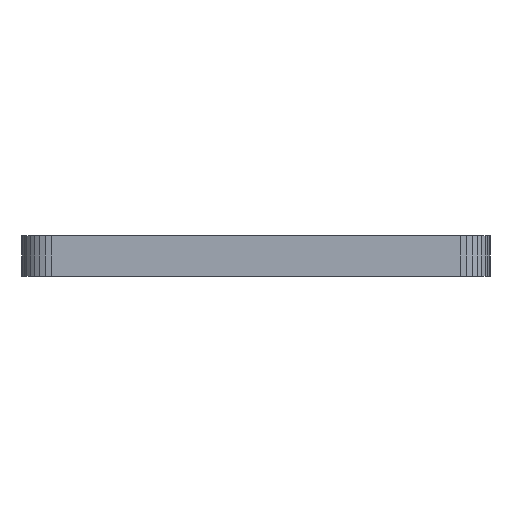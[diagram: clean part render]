
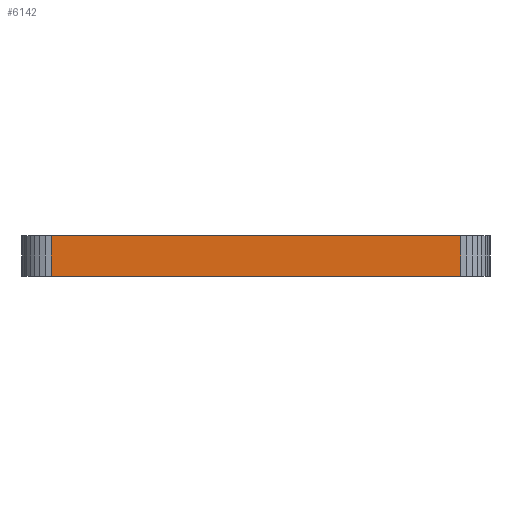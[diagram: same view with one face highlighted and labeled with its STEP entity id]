
A CAD part, front view. The second image highlights one B-rep face of the part: STEP entity #6142.
In plain terms, the highlighted planar face has unit normal (0, -1, 0).
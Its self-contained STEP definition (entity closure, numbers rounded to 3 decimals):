
#83 = PLANE('',#84);
#84 = AXIS2_PLACEMENT_3D('',#85,#86,#87);
#85 = CARTESIAN_POINT('',(100.5,-72.224,1.6));
#86 = DIRECTION('',(-0.,-0.,-1.));
#87 = DIRECTION('',(-1.,0.,0.));
#137 = PLANE('',#138);
#138 = AXIS2_PLACEMENT_3D('',#139,#140,#141);
#139 = CARTESIAN_POINT('',(100.5,-72.224,0.));
#140 = DIRECTION('',(-0.,-0.,-1.));
#141 = DIRECTION('',(-1.,0.,0.));
#1206 = VERTEX_POINT('',#1207);
#1207 = CARTESIAN_POINT('',(108.6,-83.13,0.));
#1221 = PLANE('',#1222);
#1222 = AXIS2_PLACEMENT_3D('',#1223,#1224,#1225);
#1223 = CARTESIAN_POINT('',(108.824,-83.108,0.));
#1224 = DIRECTION('',(0.098,-0.995,0.));
#1225 = DIRECTION('',(-0.995,-0.098,0.));
#1233 = EDGE_CURVE('',#1206,#1234,#1236,.T.);
#1234 = VERTEX_POINT('',#1235);
#1235 = CARTESIAN_POINT('',(92.4,-83.13,0.));
#1236 = SURFACE_CURVE('',#1237,(#1241,#1248),.PCURVE_S1.);
#1237 = LINE('',#1238,#1239);
#1238 = CARTESIAN_POINT('',(108.6,-83.13,0.));
#1239 = VECTOR('',#1240,1.);
#1240 = DIRECTION('',(-1.,0.,0.));
#1241 = PCURVE('',#137,#1242);
#1242 = DEFINITIONAL_REPRESENTATION('',(#1243),#1247);
#1243 = LINE('',#1244,#1245);
#1244 = CARTESIAN_POINT('',(-8.1,-10.906));
#1245 = VECTOR('',#1246,1.);
#1246 = DIRECTION('',(1.,0.));
#1247 = ( GEOMETRIC_REPRESENTATION_CONTEXT(2) 
PARAMETRIC_REPRESENTATION_CONTEXT() REPRESENTATION_CONTEXT('2D SPACE',''
  ) );
#1248 = PCURVE('',#1249,#1254);
#1249 = PLANE('',#1250);
#1250 = AXIS2_PLACEMENT_3D('',#1251,#1252,#1253);
#1251 = CARTESIAN_POINT('',(108.6,-83.13,0.));
#1252 = DIRECTION('',(0.,-1.,0.));
#1253 = DIRECTION('',(-1.,0.,0.));
#1254 = DEFINITIONAL_REPRESENTATION('',(#1255),#1259);
#1255 = LINE('',#1256,#1257);
#1256 = CARTESIAN_POINT('',(0.,0.));
#1257 = VECTOR('',#1258,1.);
#1258 = DIRECTION('',(1.,0.));
#1259 = ( GEOMETRIC_REPRESENTATION_CONTEXT(2) 
PARAMETRIC_REPRESENTATION_CONTEXT() REPRESENTATION_CONTEXT('2D SPACE',''
  ) );
#1277 = PLANE('',#1278);
#1278 = AXIS2_PLACEMENT_3D('',#1279,#1280,#1281);
#1279 = CARTESIAN_POINT('',(92.4,-83.13,0.));
#1280 = DIRECTION('',(-0.098,-0.995,0.));
#1281 = DIRECTION('',(-0.995,0.098,0.));
#3661 = VERTEX_POINT('',#3662);
#3662 = CARTESIAN_POINT('',(108.6,-83.13,1.6));
#3683 = EDGE_CURVE('',#3661,#3684,#3686,.T.);
#3684 = VERTEX_POINT('',#3685);
#3685 = CARTESIAN_POINT('',(92.4,-83.13,1.6));
#3686 = SURFACE_CURVE('',#3687,(#3691,#3698),.PCURVE_S1.);
#3687 = LINE('',#3688,#3689);
#3688 = CARTESIAN_POINT('',(108.6,-83.13,1.6));
#3689 = VECTOR('',#3690,1.);
#3690 = DIRECTION('',(-1.,0.,0.));
#3691 = PCURVE('',#83,#3692);
#3692 = DEFINITIONAL_REPRESENTATION('',(#3693),#3697);
#3693 = LINE('',#3694,#3695);
#3694 = CARTESIAN_POINT('',(-8.1,-10.906));
#3695 = VECTOR('',#3696,1.);
#3696 = DIRECTION('',(1.,0.));
#3697 = ( GEOMETRIC_REPRESENTATION_CONTEXT(2) 
PARAMETRIC_REPRESENTATION_CONTEXT() REPRESENTATION_CONTEXT('2D SPACE',''
  ) );
#3698 = PCURVE('',#1249,#3699);
#3699 = DEFINITIONAL_REPRESENTATION('',(#3700),#3704);
#3700 = LINE('',#3701,#3702);
#3701 = CARTESIAN_POINT('',(0.,-1.6));
#3702 = VECTOR('',#3703,1.);
#3703 = DIRECTION('',(1.,0.));
#3704 = ( GEOMETRIC_REPRESENTATION_CONTEXT(2) 
PARAMETRIC_REPRESENTATION_CONTEXT() REPRESENTATION_CONTEXT('2D SPACE',''
  ) );
#6119 = EDGE_CURVE('',#1234,#3684,#6120,.T.);
#6120 = SURFACE_CURVE('',#6121,(#6125,#6132),.PCURVE_S1.);
#6121 = LINE('',#6122,#6123);
#6122 = CARTESIAN_POINT('',(92.4,-83.13,0.));
#6123 = VECTOR('',#6124,1.);
#6124 = DIRECTION('',(0.,0.,1.));
#6125 = PCURVE('',#1277,#6126);
#6126 = DEFINITIONAL_REPRESENTATION('',(#6127),#6131);
#6127 = LINE('',#6128,#6129);
#6128 = CARTESIAN_POINT('',(0.,0.));
#6129 = VECTOR('',#6130,1.);
#6130 = DIRECTION('',(0.,-1.));
#6131 = ( GEOMETRIC_REPRESENTATION_CONTEXT(2) 
PARAMETRIC_REPRESENTATION_CONTEXT() REPRESENTATION_CONTEXT('2D SPACE',''
  ) );
#6132 = PCURVE('',#1249,#6133);
#6133 = DEFINITIONAL_REPRESENTATION('',(#6134),#6138);
#6134 = LINE('',#6135,#6136);
#6135 = CARTESIAN_POINT('',(16.2,0.));
#6136 = VECTOR('',#6137,1.);
#6137 = DIRECTION('',(0.,-1.));
#6138 = ( GEOMETRIC_REPRESENTATION_CONTEXT(2) 
PARAMETRIC_REPRESENTATION_CONTEXT() REPRESENTATION_CONTEXT('2D SPACE',''
  ) );
#6142 = ADVANCED_FACE('',(#6143),#1249,.T.);
#6143 = FACE_BOUND('',#6144,.T.);
#6144 = EDGE_LOOP('',(#6145,#6166,#6167,#6168));
#6145 = ORIENTED_EDGE('',*,*,#6146,.T.);
#6146 = EDGE_CURVE('',#1206,#3661,#6147,.T.);
#6147 = SURFACE_CURVE('',#6148,(#6152,#6159),.PCURVE_S1.);
#6148 = LINE('',#6149,#6150);
#6149 = CARTESIAN_POINT('',(108.6,-83.13,0.));
#6150 = VECTOR('',#6151,1.);
#6151 = DIRECTION('',(0.,0.,1.));
#6152 = PCURVE('',#1249,#6153);
#6153 = DEFINITIONAL_REPRESENTATION('',(#6154),#6158);
#6154 = LINE('',#6155,#6156);
#6155 = CARTESIAN_POINT('',(0.,0.));
#6156 = VECTOR('',#6157,1.);
#6157 = DIRECTION('',(0.,-1.));
#6158 = ( GEOMETRIC_REPRESENTATION_CONTEXT(2) 
PARAMETRIC_REPRESENTATION_CONTEXT() REPRESENTATION_CONTEXT('2D SPACE',''
  ) );
#6159 = PCURVE('',#1221,#6160);
#6160 = DEFINITIONAL_REPRESENTATION('',(#6161),#6165);
#6161 = LINE('',#6162,#6163);
#6162 = CARTESIAN_POINT('',(0.225,0.));
#6163 = VECTOR('',#6164,1.);
#6164 = DIRECTION('',(0.,-1.));
#6165 = ( GEOMETRIC_REPRESENTATION_CONTEXT(2) 
PARAMETRIC_REPRESENTATION_CONTEXT() REPRESENTATION_CONTEXT('2D SPACE',''
  ) );
#6166 = ORIENTED_EDGE('',*,*,#3683,.T.);
#6167 = ORIENTED_EDGE('',*,*,#6119,.F.);
#6168 = ORIENTED_EDGE('',*,*,#1233,.F.);
